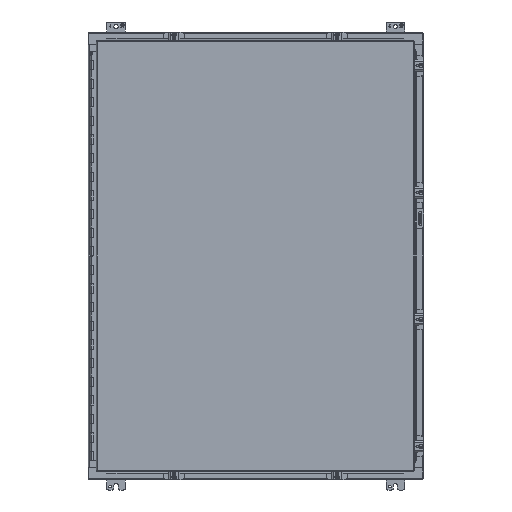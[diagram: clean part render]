
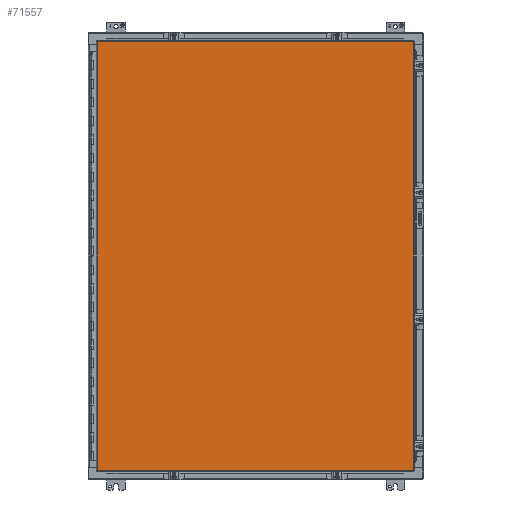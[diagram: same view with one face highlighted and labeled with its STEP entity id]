
A CAD part, front view. The second image highlights one B-rep face of the part: STEP entity #71557.
In plain terms, the highlighted planar face has unit normal (0, -1, 0).
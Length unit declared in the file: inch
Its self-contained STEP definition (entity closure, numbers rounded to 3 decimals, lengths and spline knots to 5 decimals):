
#3823 = EDGE_CURVE ( 'NONE', #72857, #47381, #70018, .T. ) ;
#5903 = FACE_OUTER_BOUND ( 'NONE', #70782, .T. ) ;
#8103 = LINE ( 'NONE', #53890, #51926 ) ;
#8995 = ORIENTED_EDGE ( 'NONE', *, *, #3823, .F. ) ;
#9602 = ORIENTED_EDGE ( 'NONE', *, *, #63466, .F. ) ;
#11482 = EDGE_CURVE ( 'NONE', #47381, #63654, #25344, .T. ) ;
#11555 = DIRECTION ( 'NONE',  ( 0., 0., -1. ) ) ;
#11892 = CARTESIAN_POINT ( 'NONE',  ( 16.955, -13.21, -22.9945 ) ) ;
#13708 = CARTESIAN_POINT ( 'NONE',  ( -17.017, -13.21, -22.9945 ) ) ;
#14858 = EDGE_CURVE ( 'NONE', #28953, #72857, #8103, .T. ) ;
#17301 = ORIENTED_EDGE ( 'NONE', *, *, #14858, .F. ) ;
#18647 = DIRECTION ( 'NONE',  ( -1., 0., 0. ) ) ;
#22411 = LINE ( 'NONE', #39628, #32323 ) ;
#25344 = LINE ( 'NONE', #13708, #68889 ) ;
#28953 = VERTEX_POINT ( 'NONE', #73347 ) ;
#31002 = DIRECTION ( 'NONE',  ( 0., 0., -1. ) ) ;
#32323 = VECTOR ( 'NONE', #74176, 39.37008 ) ;
#33329 = DIRECTION ( 'NONE',  ( 0., -1., 0. ) ) ;
#39628 = CARTESIAN_POINT ( 'NONE',  ( -17.017, -13.21, 22.9945 ) ) ;
#39951 = CARTESIAN_POINT ( 'NONE',  ( -17.017, -13.21, -22.9945 ) ) ;
#41119 = CARTESIAN_POINT ( 'NONE',  ( -17.017, -13.21, 22.9945 ) ) ;
#47381 = VERTEX_POINT ( 'NONE', #39951 ) ;
#51691 = PLANE ( 'NONE',  #73770 ) ;
#51926 = VECTOR ( 'NONE', #31002, 39.37008 ) ;
#53890 = CARTESIAN_POINT ( 'NONE',  ( 16.955, -13.21, 22.9945 ) ) ;
#59506 = DIRECTION ( 'NONE',  ( 0., 0., 1. ) ) ;
#63466 = EDGE_CURVE ( 'NONE', #63654, #28953, #22411, .T. ) ;
#63623 = ORIENTED_EDGE ( 'NONE', *, *, #11482, .F. ) ;
#63654 = VERTEX_POINT ( 'NONE', #41119 ) ;
#67429 = CARTESIAN_POINT ( 'NONE',  ( -17.017, -13.21, -22.9945 ) ) ;
#68889 = VECTOR ( 'NONE', #59506, 39.37008 ) ;
#69016 = VECTOR ( 'NONE', #18647, 39.37008 ) ;
#70018 = LINE ( 'NONE', #11892, #69016 ) ;
#70438 = CARTESIAN_POINT ( 'NONE',  ( 16.955, -13.21, -22.9945 ) ) ;
#70782 = EDGE_LOOP ( 'NONE', ( #17301, #9602, #63623, #8995 ) ) ;
#71557 = ADVANCED_FACE ( 'NONE', ( #5903 ), #51691, .T. ) ;
#72857 = VERTEX_POINT ( 'NONE', #70438 ) ;
#73347 = CARTESIAN_POINT ( 'NONE',  ( 16.955, -13.21, 22.9945 ) ) ;
#73770 = AXIS2_PLACEMENT_3D ( 'NONE', #67429, #33329, #11555 ) ;
#74176 = DIRECTION ( 'NONE',  ( 1., 0., 0. ) ) ;
